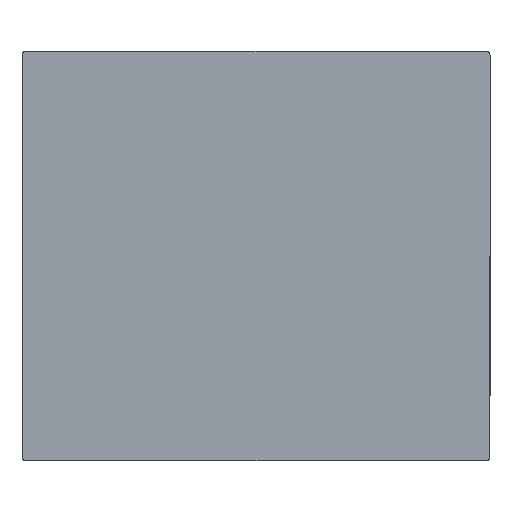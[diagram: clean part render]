
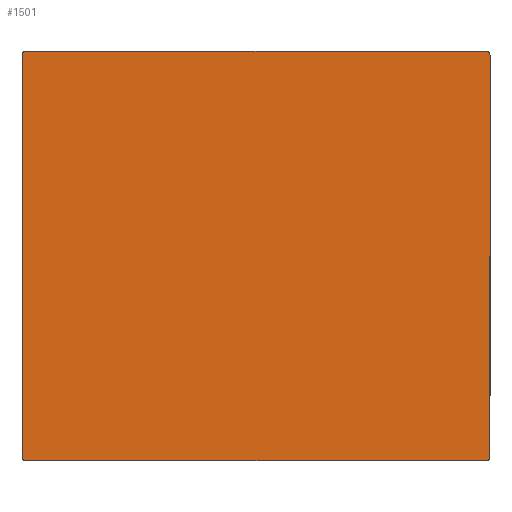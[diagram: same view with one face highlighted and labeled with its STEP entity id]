
A CAD part, front view. The second image highlights one B-rep face of the part: STEP entity #1501.
In plain terms, the highlighted planar face has unit normal (0, -1, 0).
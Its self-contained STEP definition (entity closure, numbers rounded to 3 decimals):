
#3 = AXIS2_PLACEMENT_3D ( 'NONE', #670, #984, #2411 ) ;
#75 = VERTEX_POINT ( 'NONE', #159 ) ;
#159 = CARTESIAN_POINT ( 'NONE',  ( 60., 0., -51.5 ) ) ;
#183 = DIRECTION ( 'NONE',  ( 0., 0., -1. ) ) ;
#397 = ORIENTED_EDGE ( 'NONE', *, *, #2933, .F. ) ;
#422 = CARTESIAN_POINT ( 'NONE',  ( -59., 0., -52.5 ) ) ;
#445 = ORIENTED_EDGE ( 'NONE', *, *, #3703, .T. ) ;
#501 = EDGE_LOOP ( 'NONE', ( #1575, #3262, #397, #3256, #2273, #651, #1257, #445 ) ) ;
#568 = DIRECTION ( 'NONE',  ( 0., -1., 0. ) ) ;
#651 = ORIENTED_EDGE ( 'NONE', *, *, #2301, .T. ) ;
#670 = CARTESIAN_POINT ( 'NONE',  ( -59., 0., -51.5 ) ) ;
#695 = CARTESIAN_POINT ( 'NONE',  ( 59., 0., -51.5 ) ) ;
#719 = CARTESIAN_POINT ( 'NONE',  ( -59., 0., 51.5 ) ) ;
#727 = CIRCLE ( 'NONE', #2790, 1. ) ;
#729 = LINE ( 'NONE', #3625, #1483 ) ;
#821 = CARTESIAN_POINT ( 'NONE',  ( 0., 0., 0. ) ) ;
#830 = CARTESIAN_POINT ( 'NONE',  ( 60., 0., 51.5 ) ) ;
#923 = EDGE_CURVE ( 'NONE', #1932, #1304, #2112, .T. ) ;
#984 = DIRECTION ( 'NONE',  ( 0., -1., 0. ) ) ;
#986 = CARTESIAN_POINT ( 'NONE',  ( 59., 0., -52.5 ) ) ;
#1104 = EDGE_CURVE ( 'NONE', #2149, #2664, #3558, .T. ) ;
#1174 = CARTESIAN_POINT ( 'NONE',  ( -60., 0., -52.5 ) ) ;
#1257 = ORIENTED_EDGE ( 'NONE', *, *, #3780, .F. ) ;
#1302 = DIRECTION ( 'NONE',  ( 0., -1., 0. ) ) ;
#1304 = VERTEX_POINT ( 'NONE', #422 ) ;
#1362 = CARTESIAN_POINT ( 'NONE',  ( -60., 0., 51.5 ) ) ;
#1372 = CARTESIAN_POINT ( 'NONE',  ( -59., 0., 52.5 ) ) ;
#1389 = LINE ( 'NONE', #2768, #3764 ) ;
#1405 = VECTOR ( 'NONE', #3521, 1000. ) ;
#1483 = VECTOR ( 'NONE', #2183, 1000. ) ;
#1501 = ADVANCED_FACE ( 'NONE', ( #2878 ), #3769, .T. ) ;
#1575 = ORIENTED_EDGE ( 'NONE', *, *, #3698, .F. ) ;
#1820 = CIRCLE ( 'NONE', #2714, 1. ) ;
#1843 = DIRECTION ( 'NONE',  ( -1., 0., 0. ) ) ;
#1922 = DIRECTION ( 'NONE',  ( 0., 0., -1. ) ) ;
#1932 = VERTEX_POINT ( 'NONE', #986 ) ;
#2003 = VERTEX_POINT ( 'NONE', #3192 ) ;
#2112 = LINE ( 'NONE', #2387, #3622 ) ;
#2143 = CARTESIAN_POINT ( 'NONE',  ( 59., 0., 51.5 ) ) ;
#2149 = VERTEX_POINT ( 'NONE', #1372 ) ;
#2183 = DIRECTION ( 'NONE',  ( 1., 0., 0. ) ) ;
#2223 = DIRECTION ( 'NONE',  ( 0., 0., -1. ) ) ;
#2273 = ORIENTED_EDGE ( 'NONE', *, *, #923, .F. ) ;
#2301 = EDGE_CURVE ( 'NONE', #1932, #75, #727, .T. ) ;
#2387 = CARTESIAN_POINT ( 'NONE',  ( 60., 0., -52.5 ) ) ;
#2411 = DIRECTION ( 'NONE',  ( 0., 0., -1. ) ) ;
#2503 = LINE ( 'NONE', #1174, #1405 ) ;
#2664 = VERTEX_POINT ( 'NONE', #1362 ) ;
#2714 = AXIS2_PLACEMENT_3D ( 'NONE', #2143, #2748, #3311 ) ;
#2748 = DIRECTION ( 'NONE',  ( 0., -1., 0. ) ) ;
#2768 = CARTESIAN_POINT ( 'NONE',  ( 60., 0., -52.5 ) ) ;
#2790 = AXIS2_PLACEMENT_3D ( 'NONE', #695, #1302, #1922 ) ;
#2812 = EDGE_CURVE ( 'NONE', #2819, #1304, #3330, .T. ) ;
#2819 = VERTEX_POINT ( 'NONE', #3001 ) ;
#2842 = DIRECTION ( 'NONE',  ( 0., 0., -1. ) ) ;
#2878 = FACE_OUTER_BOUND ( 'NONE', #501, .T. ) ;
#2927 = VERTEX_POINT ( 'NONE', #830 ) ;
#2933 = EDGE_CURVE ( 'NONE', #2819, #2664, #2503, .T. ) ;
#3001 = CARTESIAN_POINT ( 'NONE',  ( -60., 0., -51.5 ) ) ;
#3072 = DIRECTION ( 'NONE',  ( 0., -1., 0. ) ) ;
#3192 = CARTESIAN_POINT ( 'NONE',  ( 59., 0., 52.5 ) ) ;
#3256 = ORIENTED_EDGE ( 'NONE', *, *, #2812, .T. ) ;
#3262 = ORIENTED_EDGE ( 'NONE', *, *, #1104, .T. ) ;
#3311 = DIRECTION ( 'NONE',  ( 0., 0., -1. ) ) ;
#3319 = AXIS2_PLACEMENT_3D ( 'NONE', #821, #568, #2842 ) ;
#3330 = CIRCLE ( 'NONE', #3, 1. ) ;
#3521 = DIRECTION ( 'NONE',  ( 0., 0., 1. ) ) ;
#3558 = CIRCLE ( 'NONE', #3678, 1. ) ;
#3622 = VECTOR ( 'NONE', #1843, 1000. ) ;
#3625 = CARTESIAN_POINT ( 'NONE',  ( 60., 0., 52.5 ) ) ;
#3678 = AXIS2_PLACEMENT_3D ( 'NONE', #719, #3072, #2223 ) ;
#3698 = EDGE_CURVE ( 'NONE', #2149, #2003, #729, .T. ) ;
#3703 = EDGE_CURVE ( 'NONE', #2927, #2003, #1820, .T. ) ;
#3764 = VECTOR ( 'NONE', #183, 1000. ) ;
#3769 = PLANE ( 'NONE',  #3319 ) ;
#3780 = EDGE_CURVE ( 'NONE', #2927, #75, #1389, .T. ) ;
